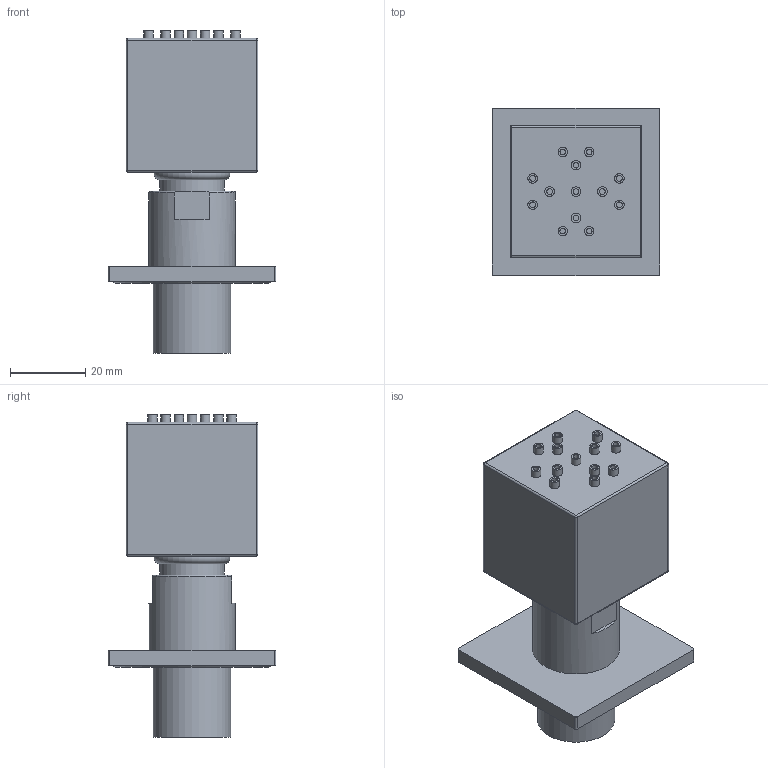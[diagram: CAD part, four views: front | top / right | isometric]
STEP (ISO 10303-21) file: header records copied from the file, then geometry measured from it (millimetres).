
FILE_DESCRIPTION (( 'STEP AP203' ), '1' );
FILE_NAME ('99-P30487.STEP', '2021-11-16T12:49:51', ( '' ), ( '' ), 'SwSTEP 2.0', 'SolidWorks 2021', '' );
FILE_SCHEMA (( 'CONFIG_CONTROL_DESIGN' ));
Length unit declared in the file: millimetre
Products named in the file (1): 99-P30487
Bounding box: 44.5 x 44.5 x 85.5 mm (x, y, z)
Volume: 61514.2 mm3; surface area: 17657.5 mm2
Topology: 2 solids, 2 shells, 113 faces, 223 edges, 140 vertices
Faces by surface type: cylinder 51, plane 50, sphere 8, torus 4
Full cylindrical faces by diameter (mm): 0.013 x1, 1.5 x13, 2.5 x13, 15 x1, 17 x1, 20.5 x1, 21 x1, 23 x1, 35.5 x1, 38 x1, 42 x1
Entity records: 2635 total; most frequent: DIRECTION 492, CARTESIAN_POINT 434, ORIENTED_EDGE 320, AXIS2_PLACEMENT_3D 222, EDGE_LOOP 184, EDGE_CURVE 160, FACE_OUTER_BOUND 148, VERTEX_POINT 122
